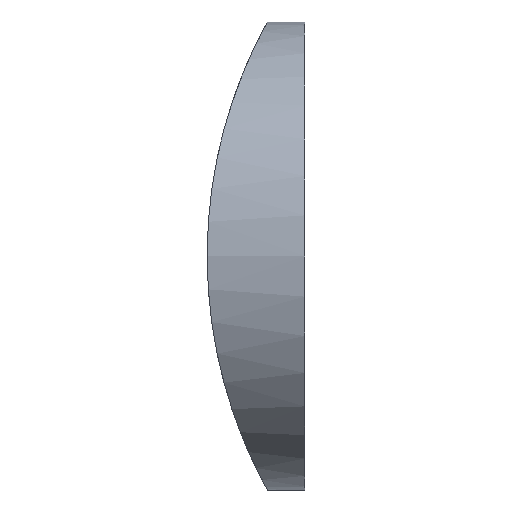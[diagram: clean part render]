
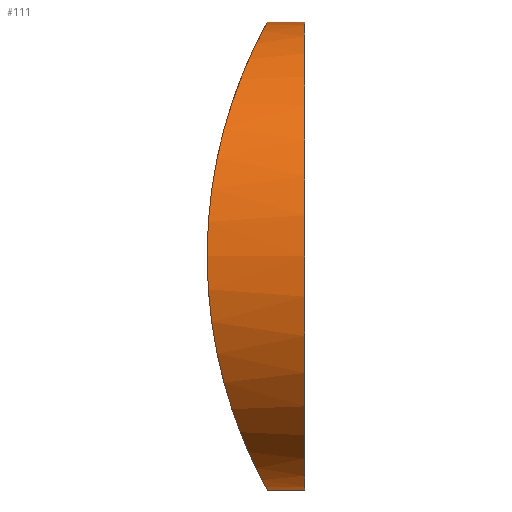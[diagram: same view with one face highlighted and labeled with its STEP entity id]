
A CAD part, front view. The second image highlights one B-rep face of the part: STEP entity #111.
In plain terms, the highlighted cylindrical face has radius 12.5 mm (diameter 25 mm), a partial arc.
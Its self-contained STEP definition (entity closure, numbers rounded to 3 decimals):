
#4 = CARTESIAN_POINT ( 'NONE',  ( -20.442, 2.354, 7.312 ) ) ;
#7 = ORIENTED_EDGE ( 'NONE', *, *, #139, .T. ) ;
#9 = CARTESIAN_POINT ( 'NONE',  ( -18.63, 8.435, 11.828 ) ) ;
#11 = EDGE_CURVE ( 'NONE', #219, #229, #101, .T. ) ;
#12 = AXIS2_PLACEMENT_3D ( 'NONE', #177, #35, #76 ) ;
#16 = CIRCLE ( 'NONE', #75, 12.5 ) ;
#20 = CARTESIAN_POINT ( 'NONE',  ( -21.337, 0.329, 2.881 ) ) ;
#25 = CARTESIAN_POINT ( 'NONE',  ( -19.832, 3.949, 9.127 ) ) ;
#28 = EDGE_CURVE ( 'NONE', #58, #229, #16, .T. ) ;
#31 = CARTESIAN_POINT ( 'NONE',  ( -19.728, 4.246, 9.396 ) ) ;
#32 = CARTESIAN_POINT ( 'NONE',  ( -20.342, 2.598, 7.64 ) ) ;
#35 = DIRECTION ( 'NONE',  ( 1., 0., 0. ) ) ;
#38 = CARTESIAN_POINT ( 'NONE',  ( -18.451, 9.618, -12.17 ) ) ;
#40 = CARTESIAN_POINT ( 'NONE',  ( -21.288, 0.433, 3.286 ) ) ;
#41 = CARTESIAN_POINT ( 'NONE',  ( -21.495, 0., 0.835 ) ) ;
#42 = DIRECTION ( 'NONE',  ( 1., 0., 0. ) ) ;
#50 = CARTESIAN_POINT ( 'NONE',  ( -16.275, 12.5, 0. ) ) ;
#52 = CARTESIAN_POINT ( 'NONE',  ( -18.703, 8.047, 11.687 ) ) ;
#54 = ORIENTED_EDGE ( 'NONE', *, *, #28, .F. ) ;
#55 = CARTESIAN_POINT ( 'NONE',  ( -21.495, 0., -0.844 ) ) ;
#56 = CARTESIAN_POINT ( 'NONE',  ( -19.122, 6.206, 10.83 ) ) ;
#58 = VERTEX_POINT ( 'NONE', #162 ) ;
#60 = CARTESIAN_POINT ( 'NONE',  ( -18.506, 9.213, -12.067 ) ) ;
#64 = DIRECTION ( 'NONE',  ( 1., 0., 0. ) ) ;
#68 = CARTESIAN_POINT ( 'NONE',  ( -20.14, 3.115, -8.266 ) ) ;
#71 = CARTESIAN_POINT ( 'NONE',  ( -21.11, 0.816, -4.46 ) ) ;
#75 = AXIS2_PLACEMENT_3D ( 'NONE', #50, #42, #140 ) ;
#76 = DIRECTION ( 'NONE',  ( 0., 0., -1. ) ) ;
#78 = CARTESIAN_POINT ( 'NONE',  ( -16.275, 12.5, -12.5 ) ) ;
#79 = CARTESIAN_POINT ( 'NONE',  ( -18.704, 8.041, -11.685 ) ) ;
#80 = CARTESIAN_POINT ( 'NONE',  ( -21.175, 0.674, -4.071 ) ) ;
#82 = CARTESIAN_POINT ( 'NONE',  ( -28.975, 12.5, 12.5 ) ) ;
#83 = VECTOR ( 'NONE', #64, 1000. ) ;
#85 = CARTESIAN_POINT ( 'NONE',  ( -19.727, 4.25, -9.399 ) ) ;
#91 = CARTESIAN_POINT ( 'NONE',  ( -18.504, 9.226, 12.071 ) ) ;
#92 = EDGE_CURVE ( 'NONE', #188, #58, #211, .T. ) ;
#93 = CARTESIAN_POINT ( 'NONE',  ( -21.11, 0.816, 4.462 ) ) ;
#96 = CARTESIAN_POINT ( 'NONE',  ( -18.272, 12.5, -12.5 ) ) ;
#97 = CARTESIAN_POINT ( 'NONE',  ( -19.121, 6.209, -10.832 ) ) ;
#98 = CARTESIAN_POINT ( 'NONE',  ( -19.521, 4.872, -9.911 ) ) ;
#100 = EDGE_LOOP ( 'NONE', ( #207, #7, #223, #54 ) ) ;
#101 = LINE ( 'NONE', #143, #181 ) ;
#106 = CARTESIAN_POINT ( 'NONE',  ( -21.174, 0.676, 4.077 ) ) ;
#107 = CARTESIAN_POINT ( 'NONE',  ( -20.725, 1.673, 6.3 ) ) ;
#111 = ADVANCED_FACE ( 'NONE', ( #149 ), #173, .T. ) ;
#117 = CARTESIAN_POINT ( 'NONE',  ( -20.894, 1.291, -5.592 ) ) ;
#123 = CARTESIAN_POINT ( 'NONE',  ( -20.037, 3.385, -8.563 ) ) ;
#126 = CARTESIAN_POINT ( 'NONE',  ( -21.337, 0.329, -2.879 ) ) ;
#133 = CARTESIAN_POINT ( 'NONE',  ( -18.318, 10.835, -12.416 ) ) ;
#135 = CARTESIAN_POINT ( 'NONE',  ( -20.141, 3.111, 8.262 ) ) ;
#137 = CARTESIAN_POINT ( 'NONE',  ( -19.419, 5.195, 10.152 ) ) ;
#139 = EDGE_CURVE ( 'NONE', #188, #219, #178, .T. ) ;
#140 = DIRECTION ( 'NONE',  ( 0., 0., -1. ) ) ;
#141 = CARTESIAN_POINT ( 'NONE',  ( -18.272, 12.5, 12.5 ) ) ;
#143 = CARTESIAN_POINT ( 'NONE',  ( -28.975, 12.5, -12.5 ) ) ;
#146 = CARTESIAN_POINT ( 'NONE',  ( -20.724, 1.676, -6.305 ) ) ;
#149 = FACE_OUTER_BOUND ( 'NONE', #100, .T. ) ;
#161 = DIRECTION ( 'NONE',  ( 1., 0., 0. ) ) ;
#162 = CARTESIAN_POINT ( 'NONE',  ( -16.275, 12.5, 12.5 ) ) ;
#163 = CARTESIAN_POINT ( 'NONE',  ( -18.938, 6.918, 11.214 ) ) ;
#164 = CARTESIAN_POINT ( 'NONE',  ( -21.454, 0.084, -1.667 ) ) ;
#165 = CARTESIAN_POINT ( 'NONE',  ( -20.038, 3.382, 8.56 ) ) ;
#173 = CYLINDRICAL_SURFACE ( 'NONE', #12, 12.5 ) ;
#174 = CARTESIAN_POINT ( 'NONE',  ( -21.454, 0.083, 1.662 ) ) ;
#177 = CARTESIAN_POINT ( 'NONE',  ( -28.975, 12.5, 0. ) ) ;
#178 = B_SPLINE_CURVE_WITH_KNOTS ( 'NONE', 3,
 ( #200, #221, #230, #218, #91, #9, #52, #163, #56, #137, #197, #31, #25, #165, #135, #32, #4, #107, #220, #93, #106, #40, #20, #174, #41, #55, #164, #126, #209, #80, #71, #117, #146, #206, #215, #68, #123, #214, #85, #98, #227, #97, #205, #79, #189, #60, #38, #133, #226, #96 ),
 .UNSPECIFIED., .F., .F.,
 ( 4, 2, 2, 2, 2, 2, 2, 2, 2, 2, 2, 2, 2, 2, 2, 2, 2, 2, 2, 2, 2, 2, 2, 2, 4 ),
 ( 0.02, 0.022, 0.024, 0.025, 0.027, 0.029, 0.03, 0.031, 0.032, 0.035, 0.036, 0.037, 0.04, 0.042, 0.043, 0.045, 0.047, 0.048, 0.05, 0.051, 0.052, 0.055, 0.056, 0.057, 0.06 ),
 .UNSPECIFIED. ) ;
#179 = CARTESIAN_POINT ( 'NONE',  ( -18.272, 12.5, -12.5 ) ) ;
#181 = VECTOR ( 'NONE', #161, 1000. ) ;
#188 = VERTEX_POINT ( 'NONE', #141 ) ;
#189 = CARTESIAN_POINT ( 'NONE',  ( -18.632, 8.425, -11.824 ) ) ;
#197 = CARTESIAN_POINT ( 'NONE',  ( -19.522, 4.869, 9.908 ) ) ;
#200 = CARTESIAN_POINT ( 'NONE',  ( -18.272, 12.5, 12.5 ) ) ;
#205 = CARTESIAN_POINT ( 'NONE',  ( -18.938, 6.918, -11.214 ) ) ;
#206 = CARTESIAN_POINT ( 'NONE',  ( -20.44, 2.357, -7.317 ) ) ;
#207 = ORIENTED_EDGE ( 'NONE', *, *, #92, .F. ) ;
#209 = CARTESIAN_POINT ( 'NONE',  ( -21.289, 0.431, -3.279 ) ) ;
#211 = LINE ( 'NONE', #82, #83 ) ;
#214 = CARTESIAN_POINT ( 'NONE',  ( -19.831, 3.953, -9.13 ) ) ;
#215 = CARTESIAN_POINT ( 'NONE',  ( -20.341, 2.601, -7.644 ) ) ;
#218 = CARTESIAN_POINT ( 'NONE',  ( -18.45, 9.626, 12.172 ) ) ;
#219 = VERTEX_POINT ( 'NONE', #179 ) ;
#220 = CARTESIAN_POINT ( 'NONE',  ( -20.895, 1.289, 5.588 ) ) ;
#221 = CARTESIAN_POINT ( 'NONE',  ( -18.272, 11.66, 12.5 ) ) ;
#223 = ORIENTED_EDGE ( 'NONE', *, *, #11, .T. ) ;
#226 = CARTESIAN_POINT ( 'NONE',  ( -18.272, 11.66, -12.5 ) ) ;
#227 = CARTESIAN_POINT ( 'NONE',  ( -19.418, 5.199, -10.154 ) ) ;
#229 = VERTEX_POINT ( 'NONE', #78 ) ;
#230 = CARTESIAN_POINT ( 'NONE',  ( -18.318, 10.837, 12.416 ) ) ;
